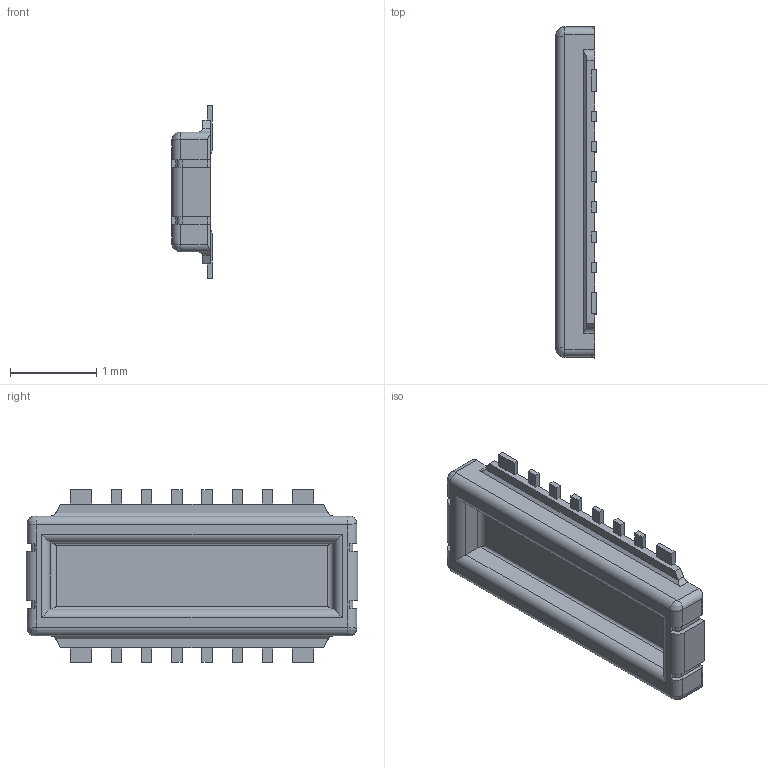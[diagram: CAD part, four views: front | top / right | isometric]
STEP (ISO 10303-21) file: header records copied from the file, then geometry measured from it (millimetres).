
FILE_DESCRIPTION(('Creo Elements/Direct Modeling STEP Export'),'2;1');
FILE_NAME('BM46B-12DP_3Dmodel.stp','2019-10-23T10:11:31',(''),(''),'Creo Elements/Direct Modeling STEP processor for AP214 (Solid Model)','Creo Elements/Direct Modeling 19.0F 14-Feb-2017 (C) Parametric Technology GmbH','');
FILE_SCHEMA(('AUTOMOTIVE_DESIGN { 1 0 10303 214 1 1 1 1 }'));
Length unit declared in the file: millimetre
Products named in the file (2): BM46B-12DP-0.35V
Assembly tree (1 placements, depth 2):
  BM46B-12DP-0.35V
    BM46B-12DP-0.35V
Bounding box: 0.47 x 3.85 x 2 mm (x, y, z)
Volume: 1.6 mm3; surface area: 20.5 mm2
Topology: 1 solids, 1 shells, 181 faces, 514 edges, 336 vertices
Faces by surface type: plane 121, cylinder 56, bspline 4
Entity records: 6839 total; most frequent: CARTESIAN_POINT 2030, ORIENTED_EDGE 1028, DIRECTION 944, EDGE_CURVE 514, VECTOR 398, LINE 398, VERTEX_POINT 336, AXIS2_PLACEMENT_3D 273
